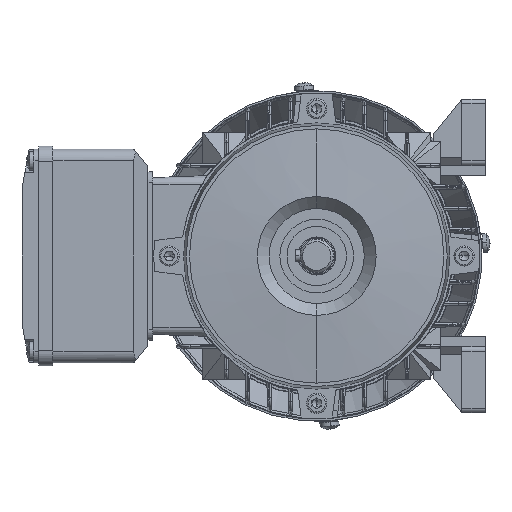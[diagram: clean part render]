
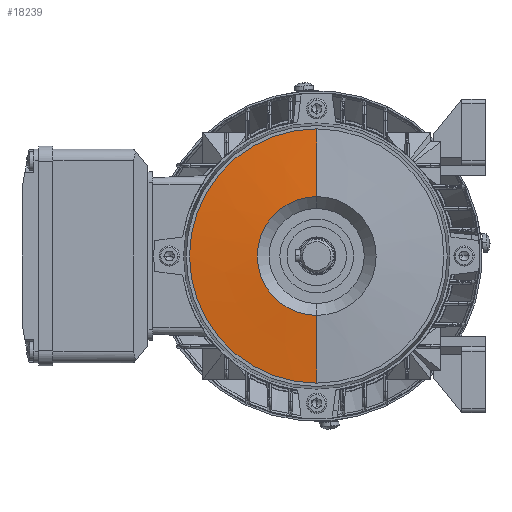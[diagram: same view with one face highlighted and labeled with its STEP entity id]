
A CAD part, left-side view. The second image highlights one B-rep face of the part: STEP entity #18239.
In plain terms, the highlighted conical face has half-angle 85 degrees and reference radius 53.5 mm.
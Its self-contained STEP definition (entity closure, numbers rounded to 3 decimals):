
#18233 = VERTEX_POINT ( 'NONE', #92626 ) ;
#18235 = EDGE_CURVE ( 'NONE', #18236, #18233, #92620, .T. ) ;
#18236 = VERTEX_POINT ( 'NONE', #92613 ) ;
#18239 = ADVANCED_FACE ( 'NONE', ( #92599 ), #92595, .T. ) ;
#18240 = EDGE_LOOP ( 'NONE', ( #18241, #18301, #18303, #18304 ) ) ;
#18241 = ORIENTED_EDGE ( 'NONE', *, *, #18242, .F. ) ;
#18242 = EDGE_CURVE ( 'NONE', #18243, #18244, #92596, .T. ) ;
#18243 = VERTEX_POINT ( 'NONE', #92709 ) ;
#18244 = VERTEX_POINT ( 'NONE', #92708 ) ;
#18301 = ORIENTED_EDGE ( 'NONE', *, *, #18302, .T. ) ;
#18302 = EDGE_CURVE ( 'NONE', #18243, #18236, #92863, .T. ) ;
#18303 = ORIENTED_EDGE ( 'NONE', *, *, #18235, .T. ) ;
#18304 = ORIENTED_EDGE ( 'NONE', *, *, #18305, .F. ) ;
#18305 = EDGE_CURVE ( 'NONE', #18244, #18233, #92855, .T. ) ;
#92593 = CARTESIAN_POINT ( 'NONE',  ( 2.493, 0., 0. ) ) ;
#92594 = AXIS2_PLACEMENT_3D ( 'NONE', #92593, #92723, #92720 ) ;
#92595 = CONICAL_SURFACE ( 'NONE', #92594, 53.5, 1.484 ) ;
#92596 = CIRCLE ( 'NONE', #92714, 25. ) ;
#92599 = FACE_OUTER_BOUND ( 'NONE', #18240, .T. ) ;
#92613 = CARTESIAN_POINT ( 'NONE',  ( 2.493, 0., 53.5 ) ) ;
#92614 = DIRECTION ( 'NONE',  ( 0., 0., 1. ) ) ;
#92615 = DIRECTION ( 'NONE',  ( -1., 0., 0. ) ) ;
#92616 = CARTESIAN_POINT ( 'NONE',  ( 2.493, 0., 0. ) ) ;
#92618 = AXIS2_PLACEMENT_3D ( 'NONE', #92616, #92615, #92614 ) ;
#92620 = CIRCLE ( 'NONE', #92618, 53.5 ) ;
#92626 = CARTESIAN_POINT ( 'NONE',  ( 2.493, 0., -53.5 ) ) ;
#92708 = CARTESIAN_POINT ( 'NONE',  ( 0., 0., -25. ) ) ;
#92709 = CARTESIAN_POINT ( 'NONE',  ( 0., 0., 25. ) ) ;
#92711 = DIRECTION ( 'NONE',  ( 0., 0., 1. ) ) ;
#92712 = DIRECTION ( 'NONE',  ( -1., 0., 0. ) ) ;
#92713 = CARTESIAN_POINT ( 'NONE',  ( 0., 0., 0. ) ) ;
#92714 = AXIS2_PLACEMENT_3D ( 'NONE', #92713, #92712, #92711 ) ;
#92720 = DIRECTION ( 'NONE',  ( 0., 0., -1. ) ) ;
#92723 = DIRECTION ( 'NONE',  ( 1., 0., 0. ) ) ;
#92855 = LINE ( 'NONE', #92989, #92986 ) ;
#92859 = DIRECTION ( 'NONE',  ( 0.087, 0., 0.996 ) ) ;
#92861 = VECTOR ( 'NONE', #92859, 1000. ) ;
#92862 = CARTESIAN_POINT ( 'NONE',  ( 2.493, 0., 53.5 ) ) ;
#92863 = LINE ( 'NONE', #92862, #92861 ) ;
#92984 = DIRECTION ( 'NONE',  ( 0.087, 0., -0.996 ) ) ;
#92986 = VECTOR ( 'NONE', #92984, 1000. ) ;
#92989 = CARTESIAN_POINT ( 'NONE',  ( 2.493, 0., -53.5 ) ) ;
